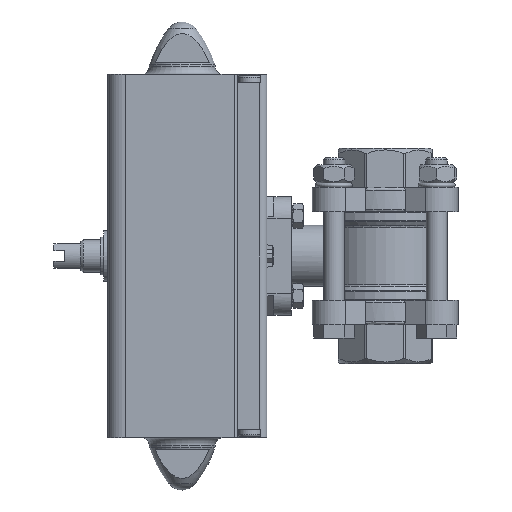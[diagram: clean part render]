
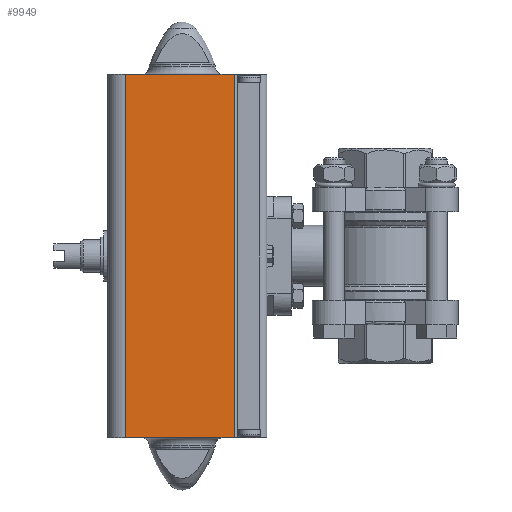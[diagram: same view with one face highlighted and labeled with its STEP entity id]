
A CAD part, left-side view. The second image highlights one B-rep face of the part: STEP entity #9949.
In plain terms, the highlighted planar face has unit normal (-1, 0, 0).
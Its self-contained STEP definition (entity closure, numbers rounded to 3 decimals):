
#2751=ORIENTED_EDGE('',*,*,#4584,.T.);
#2752=ORIENTED_EDGE('',*,*,#4585,.F.);
#2753=ORIENTED_EDGE('',*,*,#4586,.F.);
#2754=ORIENTED_EDGE('',*,*,#4587,.T.);
#4584=EDGE_CURVE('',#5663,#5664,#6466,.T.);
#4585=EDGE_CURVE('',#5665,#5664,#6467,.T.);
#4586=EDGE_CURVE('',#5666,#5665,#6468,.T.);
#4587=EDGE_CURVE('',#5666,#5663,#6469,.T.);
#5663=VERTEX_POINT('',#16930);
#5664=VERTEX_POINT('',#16931);
#5665=VERTEX_POINT('',#16933);
#5666=VERTEX_POINT('',#16935);
#6466=LINE('',#16929,#7235);
#6467=LINE('',#16932,#7236);
#6468=LINE('',#16934,#7237);
#6469=LINE('',#16936,#7238);
#7235=VECTOR('',#13193,1000.);
#7236=VECTOR('',#13194,1000.);
#7237=VECTOR('',#13195,1000.);
#7238=VECTOR('',#13196,1000.);
#8023=EDGE_LOOP('',(#2751,#2752,#2753,#2754));
#8876=FACE_BOUND('',#8023,.T.);
#9437=PLANE('',#10939);
#9949=ADVANCED_FACE('',(#8876),#9437,.F.);
#10939=AXIS2_PLACEMENT_3D('',#16928,#13191,#13192);
#13191=DIRECTION('',(1.,0.,0.));
#13192=DIRECTION('',(0.,0.,-1.));
#13193=DIRECTION('',(0.,-1.,0.));
#13194=DIRECTION('',(0.,0.,-1.));
#13195=DIRECTION('',(0.,-1.,0.));
#13196=DIRECTION('',(0.,0.,-1.));
#16928=CARTESIAN_POINT('',(-27.7,21.2,67.5));
#16929=CARTESIAN_POINT('',(-27.7,21.2,-67.5));
#16930=CARTESIAN_POINT('',(-27.7,21.2,-67.5));
#16931=CARTESIAN_POINT('',(-27.7,-19.3,-67.5));
#16932=CARTESIAN_POINT('',(-27.7,-19.3,67.5));
#16933=CARTESIAN_POINT('',(-27.7,-19.3,67.5));
#16934=CARTESIAN_POINT('',(-27.7,21.2,67.5));
#16935=CARTESIAN_POINT('',(-27.7,21.2,67.5));
#16936=CARTESIAN_POINT('',(-27.7,21.2,67.5));
